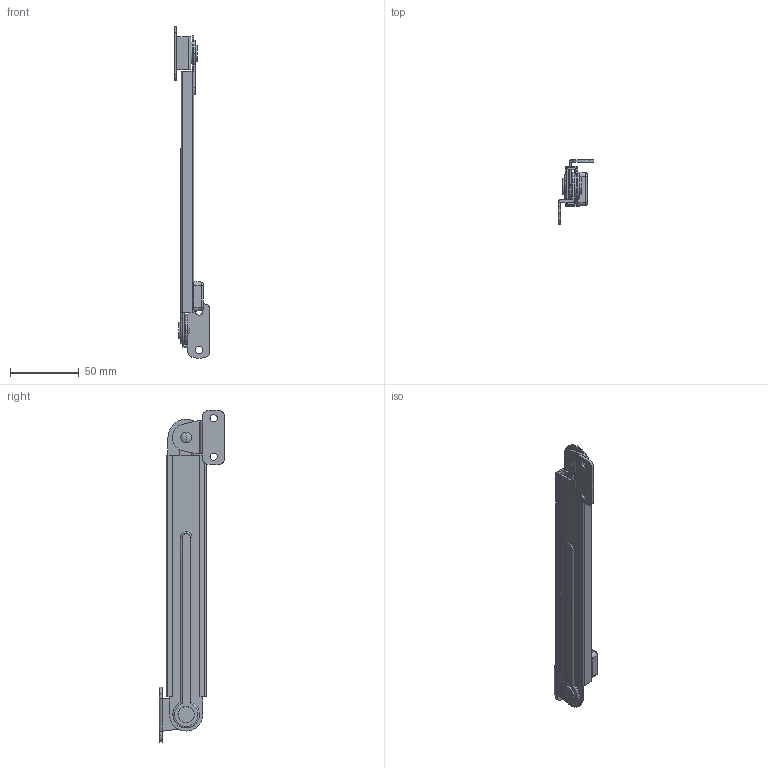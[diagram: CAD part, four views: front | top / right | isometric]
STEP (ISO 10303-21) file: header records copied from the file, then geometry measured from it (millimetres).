
FILE_DESCRIPTION (( 'STEP AP203' ), '1' );
FILE_NAME ('sone3D.STEP', '2016-01-20T00:34:42', ( '' ), ( '' ), 'SwSTEP 2.0', 'SolidWorks 2012', '' );
FILE_SCHEMA (( 'CONFIG_CONTROL_DESIGN' ));
Length unit declared in the file: millimetre
Products named in the file (8): sone3D; B-1474-1,2,3ナイロンワッシャ_; B-1474-1,2,3儕儀僢僩_岞; B-1474-1,2,3僽儔働僢僩Z1_; B-1474-1,2,3僽儔働僢僩L1_; B-1474-2-R傾乕儉_; B-1474-1,2,3儗僶乕_; B-1474-2-R僗僥乕_
Assembly tree (11 placements, depth 2):
  sone3D
    B-1474-2-R僗僥乕_
    B-1474-1,2,3儗僶乕_
    B-1474-2-R傾乕儉_
    B-1474-1,2,3僽儔働僢僩L1_
    B-1474-1,2,3僽儔働僢僩Z1_
    B-1474-1,2,3儕儀僢僩_岞  x2
    B-1474-1,2,3ナイロンワッシャ_  x4
Bounding box: 26 x 47.5 x 241.93 mm (x, y, z)
Volume: 30555.1 mm3; surface area: 46181.6 mm2
Topology: 11 solids, 11 shells, 222 faces, 530 edges, 342 vertices
Faces by surface type: cylinder 102, plane 94, torus 18, cone 4, sphere 4
Entity records: 6720 total; most frequent: DIRECTION 1074, CARTESIAN_POINT 1027, ORIENTED_EDGE 936, EDGE_CURVE 468, AXIS2_PLACEMENT_3D 408, VERTEX_POINT 301, VECTOR 258, LINE 258
